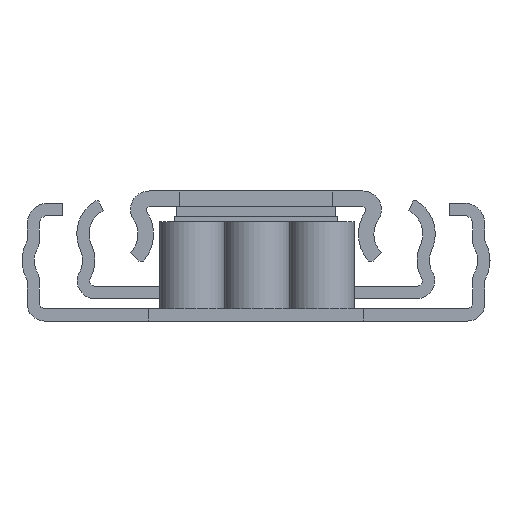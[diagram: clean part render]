
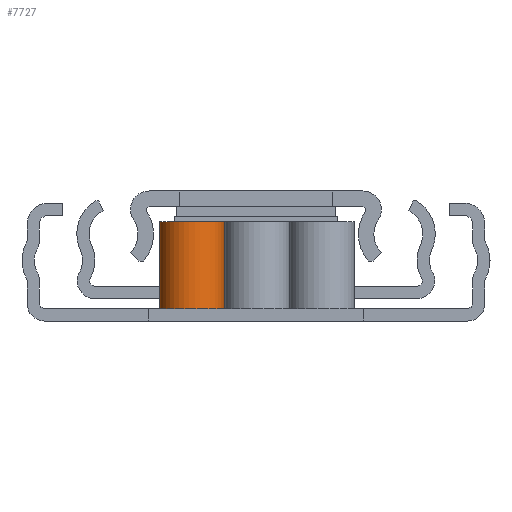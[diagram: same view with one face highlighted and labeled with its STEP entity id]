
A CAD part, left-side view. The second image highlights one B-rep face of the part: STEP entity #7727.
In plain terms, the highlighted cylindrical face has radius 3.198 mm (diameter 6.396 mm), a partial arc.
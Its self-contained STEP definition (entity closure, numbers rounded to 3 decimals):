
#368 = AXIS2_PLACEMENT_3D ( 'NONE', #3757, #8750, #4742 ) ;
#716 = EDGE_CURVE ( 'NONE', #7621, #3466, #3456, .T. ) ;
#783 = DIRECTION ( 'NONE',  ( -1., 0., 0. ) ) ;
#792 = DIRECTION ( 'NONE',  ( 0., 0., -1. ) ) ;
#838 = CARTESIAN_POINT ( 'NONE',  ( -3.167, -1.1, 0. ) ) ;
#889 = ORIENTED_EDGE ( 'NONE', *, *, #10379, .F. ) ;
#1092 = ORIENTED_EDGE ( 'NONE', *, *, #9344, .T. ) ;
#1165 = DIRECTION ( 'NONE',  ( 0., 0., -1. ) ) ;
#2830 = VECTOR ( 'NONE', #10687, 1000. ) ;
#3407 = VERTEX_POINT ( 'NONE', #838 ) ;
#3456 = CIRCLE ( 'NONE', #12374, 3.198 ) ;
#3466 = VERTEX_POINT ( 'NONE', #8029 ) ;
#3757 = CARTESIAN_POINT ( 'NONE',  ( -6.333, -0.652, 8.5 ) ) ;
#4648 = VECTOR ( 'NONE', #792, 1000. ) ;
#4742 = DIRECTION ( 'NONE',  ( -1., 0., 0. ) ) ;
#5025 = CARTESIAN_POINT ( 'NONE',  ( -9.5, -1.1, 0. ) ) ;
#5522 = ORIENTED_EDGE ( 'NONE', *, *, #11992, .F. ) ;
#5578 = DIRECTION ( 'NONE',  ( 0., 0., -1. ) ) ;
#5618 = CARTESIAN_POINT ( 'NONE',  ( -9.5, -1.1, 8.5 ) ) ;
#5821 = ORIENTED_EDGE ( 'NONE', *, *, #716, .T. ) ;
#5929 = CIRCLE ( 'NONE', #10064, 3.198 ) ;
#6667 = FACE_OUTER_BOUND ( 'NONE', #9611, .T. ) ;
#7621 = VERTEX_POINT ( 'NONE', #11375 ) ;
#7698 = LINE ( 'NONE', #5618, #2830 ) ;
#7727 = ADVANCED_FACE ( 'NONE', ( #6667 ), #12511, .T. ) ;
#7859 = LINE ( 'NONE', #11682, #4648 ) ;
#8029 = CARTESIAN_POINT ( 'NONE',  ( -9.5, -1.1, 8.5 ) ) ;
#8424 = CARTESIAN_POINT ( 'NONE',  ( -6.333, -0.652, 0. ) ) ;
#8750 = DIRECTION ( 'NONE',  ( 0., 0., -1. ) ) ;
#8889 = CARTESIAN_POINT ( 'NONE',  ( -6.333, -0.652, 8.5 ) ) ;
#9344 = EDGE_CURVE ( 'NONE', #3466, #11345, #7698, .T. ) ;
#9611 = EDGE_LOOP ( 'NONE', ( #889, #5522, #5821, #1092 ) ) ;
#10064 = AXIS2_PLACEMENT_3D ( 'NONE', #8424, #5578, #783 ) ;
#10379 = EDGE_CURVE ( 'NONE', #3407, #11345, #5929, .T. ) ;
#10687 = DIRECTION ( 'NONE',  ( 0., 0., -1. ) ) ;
#11345 = VERTEX_POINT ( 'NONE', #5025 ) ;
#11375 = CARTESIAN_POINT ( 'NONE',  ( -3.167, -1.1, 8.5 ) ) ;
#11682 = CARTESIAN_POINT ( 'NONE',  ( -3.167, -1.1, 8.5 ) ) ;
#11746 = DIRECTION ( 'NONE',  ( -1., 0., 0. ) ) ;
#11992 = EDGE_CURVE ( 'NONE', #7621, #3407, #7859, .T. ) ;
#12374 = AXIS2_PLACEMENT_3D ( 'NONE', #8889, #1165, #11746 ) ;
#12511 = CYLINDRICAL_SURFACE ( 'NONE', #368, 3.198 ) ;
